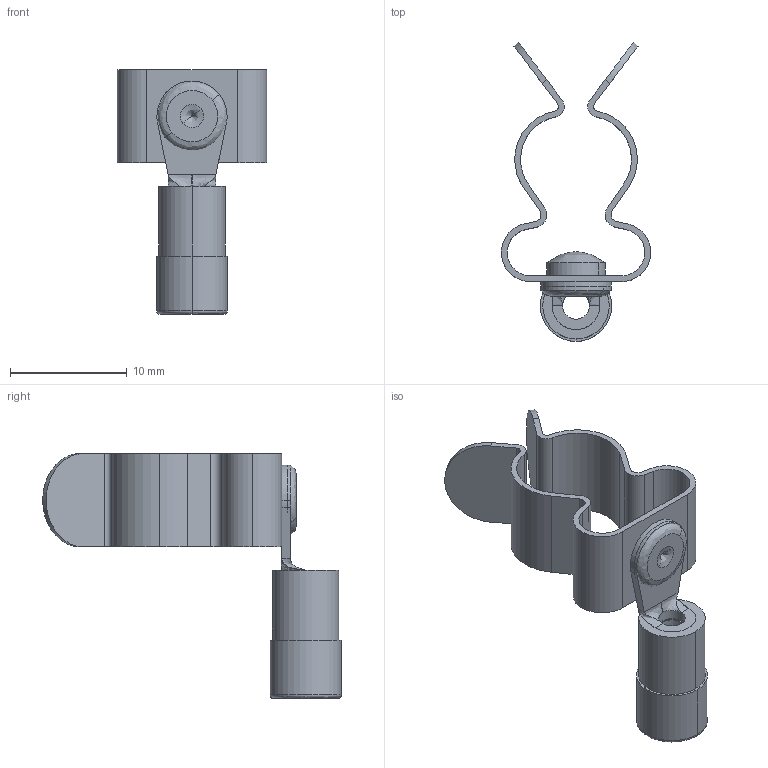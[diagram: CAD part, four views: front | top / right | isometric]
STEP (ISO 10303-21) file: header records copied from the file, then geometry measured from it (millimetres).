
FILE_DESCRIPTION (( 'STEP AP214' ), '1' );
FILE_NAME ('1016-024.STEP', '2024-09-12T12:20:00', ( '' ), ( '' ), 'SwSTEP 2.0', 'SolidWorks 2022', '' );
FILE_SCHEMA (( 'AUTOMOTIVE_DESIGN' ));
Length unit declared in the file: millimetre
Products named in the file (4): 3x1,5_1mm Blechst_X2_00e4_X0_rke; 1016-024; 8010-017; 1010-004 Kunden Modell_1
Assembly tree (3 placements, depth 2):
  1016-024
    8010-017
    3x1,5_1mm Blechst_X2_00e4_X0_rke
    1010-004 Kunden Modell_1
Bounding box: 12.8 x 25.6 x 21 mm (x, y, z)
Volume: 512.5 mm3; surface area: 1738.1 mm2
Topology: 4 solids, 4 shells, 198 faces, 510 edges, 331 vertices
Faces by surface type: plane 83, cylinder 56, bspline 56, cone 3
Entity records: 10444 total; most frequent: CARTESIAN_POINT 3590, ORIENTED_EDGE 1004, DIRECTION 814, EDGE_CURVE 502, VERTEX_POINT 331, AXIS2_PLACEMENT_3D 275, VECTOR 264, LINE 264
